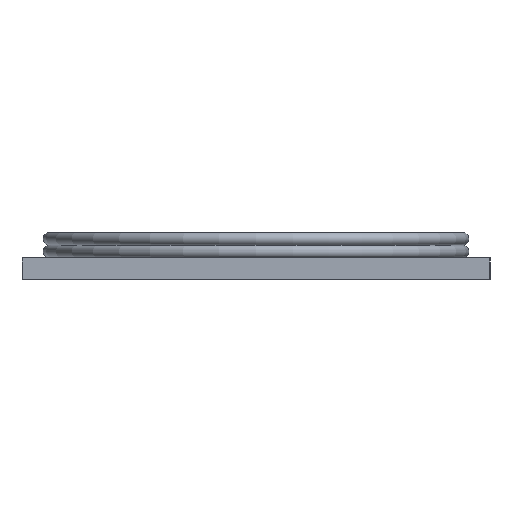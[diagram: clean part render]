
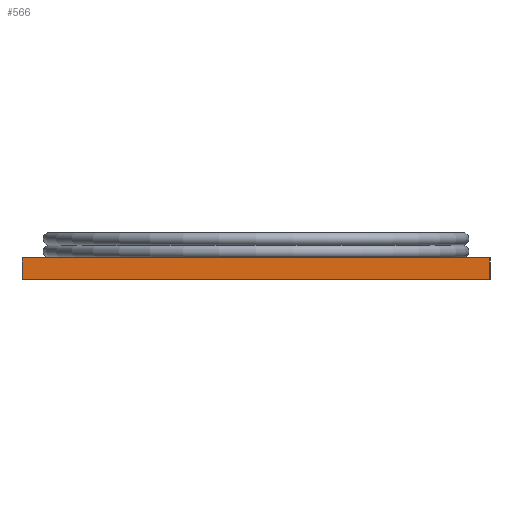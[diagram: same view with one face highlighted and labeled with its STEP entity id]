
A CAD part, left-side view. The second image highlights one B-rep face of the part: STEP entity #566.
In plain terms, the highlighted planar face has unit normal (-1, 0, 0).
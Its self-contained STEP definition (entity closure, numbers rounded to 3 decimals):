
#566 = ADVANCED_FACE( '', ( #1166 ), #1167, .F. );
#1166 = FACE_OUTER_BOUND( '', #4542, .T. );
#1167 = PLANE( '', #4543 );
#4542 = EDGE_LOOP( '', ( #7003, #7004, #7005, #7006 ) );
#4543 = AXIS2_PLACEMENT_3D( '', #7007, #7008, #7009 );
#7003 = ORIENTED_EDGE( '', *, *, #7732, .T. );
#7004 = ORIENTED_EDGE( '', *, *, #7686, .F. );
#7005 = ORIENTED_EDGE( '', *, *, #7630, .F. );
#7006 = ORIENTED_EDGE( '', *, *, #7513, .T. );
#7007 = CARTESIAN_POINT( '', ( -26.75, -26.75, -2.5 ) );
#7008 = DIRECTION( '', ( 1., 0., 0. ) );
#7009 = DIRECTION( '', ( 0., 0., -1. ) );
#7513 = EDGE_CURVE( '', #8266, #8264, #8267, .T. );
#7630 = EDGE_CURVE( '', #8266, #8442, #8443, .T. );
#7686 = EDGE_CURVE( '', #8442, #8518, #8522, .T. );
#7732 = EDGE_CURVE( '', #8264, #8518, #8586, .T. );
#8264 = VERTEX_POINT( '', #9747 );
#8266 = VERTEX_POINT( '', #9750 );
#8267 = LINE( '', #9751, #9752 );
#8442 = VERTEX_POINT( '', #10373 );
#8443 = LINE( '', #10374, #10375 );
#8518 = VERTEX_POINT( '', #10639 );
#8522 = LINE( '', #10645, #10646 );
#8586 = LINE( '', #10935, #10936 );
#9747 = CARTESIAN_POINT( '', ( -26.75, -26.75, 0. ) );
#9750 = CARTESIAN_POINT( '', ( -26.75, -26.75, -2.5 ) );
#9751 = CARTESIAN_POINT( '', ( -26.75, -26.75, -2.5 ) );
#9752 = VECTOR( '', #12033, 1000. );
#10373 = CARTESIAN_POINT( '', ( -26.75, 26.75, -2.5 ) );
#10374 = CARTESIAN_POINT( '', ( -26.75, -26.75, -2.5 ) );
#10375 = VECTOR( '', #12121, 1000. );
#10639 = CARTESIAN_POINT( '', ( -26.75, 26.75, 0. ) );
#10645 = CARTESIAN_POINT( '', ( -26.75, 26.75, -2.5 ) );
#10646 = VECTOR( '', #12155, 1000. );
#10935 = CARTESIAN_POINT( '', ( -26.75, -26.75, 0. ) );
#10936 = VECTOR( '', #12175, 1000. );
#12033 = DIRECTION( '', ( 0., 0., 1. ) );
#12121 = DIRECTION( '', ( 0., 1., 0. ) );
#12155 = DIRECTION( '', ( 0., 0., 1. ) );
#12175 = DIRECTION( '', ( 0., 1., 0. ) );
